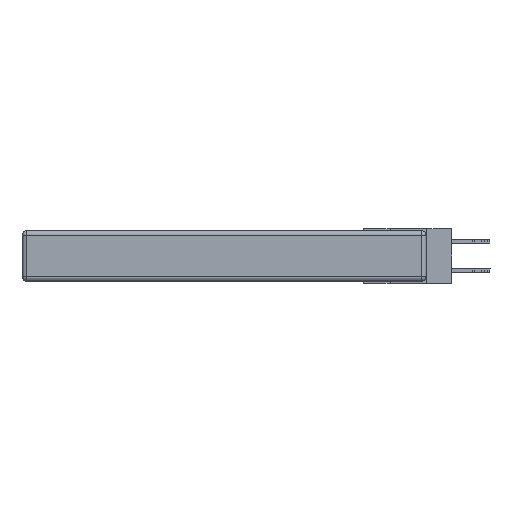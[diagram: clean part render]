
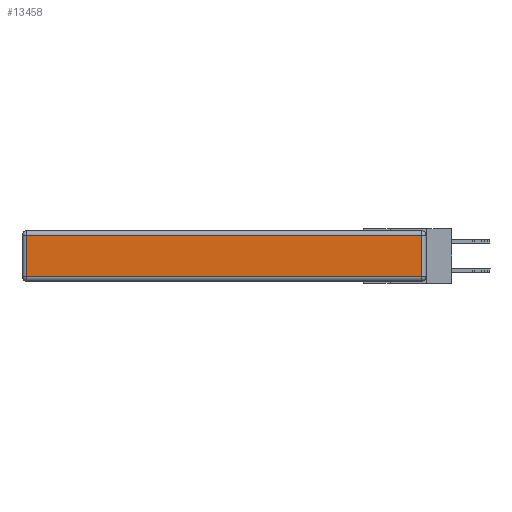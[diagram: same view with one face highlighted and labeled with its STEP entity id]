
A CAD part, left-side view. The second image highlights one B-rep face of the part: STEP entity #13458.
In plain terms, the highlighted planar face has unit normal (-1, 0, 0).
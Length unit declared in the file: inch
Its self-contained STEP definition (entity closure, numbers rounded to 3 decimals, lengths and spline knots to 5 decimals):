
#1053 = VERTEX_POINT ( 'NONE', #7487 ) ;
#1798 = VECTOR ( 'NONE', #2329, 39.37008 ) ;
#2329 = DIRECTION ( 'NONE',  ( 0., 0., 1. ) ) ;
#2783 = VECTOR ( 'NONE', #19872, 39.37008 ) ;
#3811 = VECTOR ( 'NONE', #13994, 39.37008 ) ;
#5755 = EDGE_LOOP ( 'NONE', ( #23604, #16881, #21697, #29918 ) ) ;
#5929 = LINE ( 'NONE', #24191, #1798 ) ;
#6955 = LINE ( 'NONE', #9977, #2783 ) ;
#7487 = CARTESIAN_POINT ( 'NONE',  ( 0., 0.03, -0.03 ) ) ;
#8070 = DIRECTION ( 'NONE',  ( 0., 1., 0. ) ) ;
#9281 = PLANE ( 'NONE',  #19670 ) ;
#9977 = CARTESIAN_POINT ( 'NONE',  ( 0., 0., -0.313 ) ) ;
#10249 = EDGE_CURVE ( 'NONE', #1053, #23308, #17661, .T. ) ;
#12519 = EDGE_CURVE ( 'NONE', #23308, #18491, #19469, .T. ) ;
#13458 = ADVANCED_FACE ( 'NONE', ( #14821 ), #9281, .T. ) ;
#13994 = DIRECTION ( 'NONE',  ( 0., 0., -1. ) ) ;
#14821 = FACE_OUTER_BOUND ( 'NONE', #5755, .T. ) ;
#15127 = CARTESIAN_POINT ( 'NONE',  ( 0., 2.75, -0.03 ) ) ;
#16534 = DIRECTION ( 'NONE',  ( -1., 0., 0. ) ) ;
#16881 = ORIENTED_EDGE ( 'NONE', *, *, #24807, .T. ) ;
#17191 = VERTEX_POINT ( 'NONE', #25462 ) ;
#17661 = LINE ( 'NONE', #15127, #18029 ) ;
#18029 = VECTOR ( 'NONE', #8070, 39.37008 ) ;
#18491 = VERTEX_POINT ( 'NONE', #26554 ) ;
#18921 = CARTESIAN_POINT ( 'NONE',  ( 0., 2.72, -0.343 ) ) ;
#18993 = CARTESIAN_POINT ( 'NONE',  ( 0., 0., -0.343 ) ) ;
#19212 = DIRECTION ( 'NONE',  ( 0., 0., 1. ) ) ;
#19469 = LINE ( 'NONE', #18921, #3811 ) ;
#19670 = AXIS2_PLACEMENT_3D ( 'NONE', #18993, #16534, #19212 ) ;
#19872 = DIRECTION ( 'NONE',  ( 0., -1., 0. ) ) ;
#21697 = ORIENTED_EDGE ( 'NONE', *, *, #10249, .T. ) ;
#23308 = VERTEX_POINT ( 'NONE', #24867 ) ;
#23604 = ORIENTED_EDGE ( 'NONE', *, *, #29992, .T. ) ;
#24191 = CARTESIAN_POINT ( 'NONE',  ( 0., 0.03, -0.343 ) ) ;
#24807 = EDGE_CURVE ( 'NONE', #17191, #1053, #5929, .T. ) ;
#24867 = CARTESIAN_POINT ( 'NONE',  ( 0., 2.72, -0.03 ) ) ;
#25462 = CARTESIAN_POINT ( 'NONE',  ( 0., 0.03, -0.313 ) ) ;
#26554 = CARTESIAN_POINT ( 'NONE',  ( 0., 2.72, -0.313 ) ) ;
#29918 = ORIENTED_EDGE ( 'NONE', *, *, #12519, .T. ) ;
#29992 = EDGE_CURVE ( 'NONE', #18491, #17191, #6955, .T. ) ;
